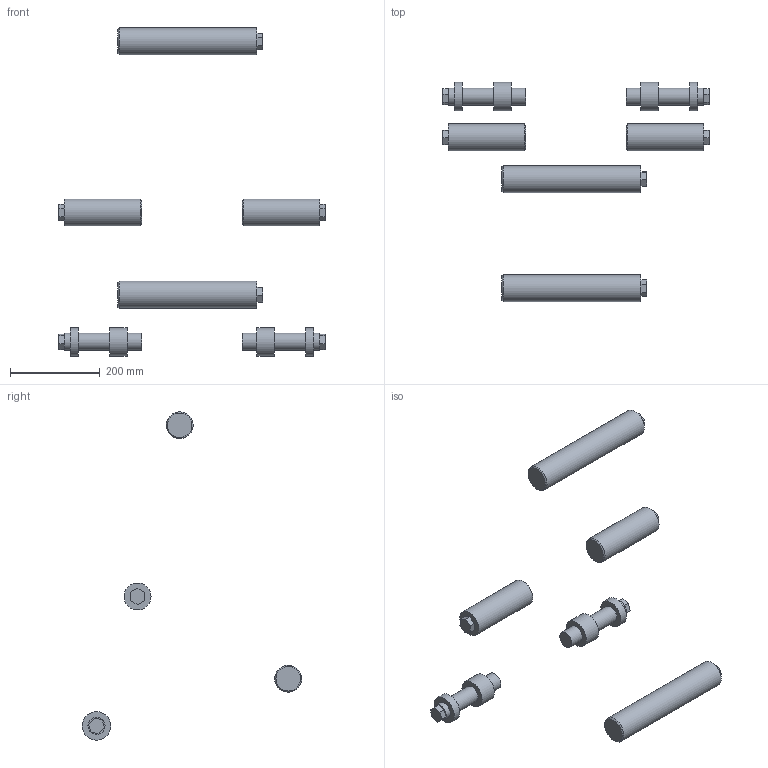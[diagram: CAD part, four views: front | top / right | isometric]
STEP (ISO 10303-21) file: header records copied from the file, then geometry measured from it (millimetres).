
FILE_DESCRIPTION( ( '' ), ' ' );
FILE_NAME( '5de8e963995cc00ec5c18150.step', '2019-12-05T11:26:27', ( '' ), ( '' ), ' ', ' ', ' ' );
FILE_SCHEMA( ( 'AUTOMOTIVE_DESIGN { 1 0 10303 214 1 1 1 1 }' ) );
Length unit declared in the file: metre
Products named in the file (10): Part 72; Part 22; Part 33; Part 25; Part 46; Part 42; Part 41; Part 56; Part 55; Part 57
Bounding box: 594.4 x 489.36 x 732.2 mm (x, y, z)
Volume: 3418909.3 mm3; surface area: 310400.2 mm2
Topology: 10 solids, 10 shells, 80 faces, 176 edges, 122 vertices
Faces by surface type: plane 62, cylinder 14, cone 4
Full cylindrical faces by diameter (mm): 38.1 x6, 60 x4, 63.5 x4
Entity records: 2714 total; most frequent: DIRECTION 352, CARTESIAN_POINT 334, ORIENTED_EDGE 280, EDGE_CURVE 140, AXIS2_PLACEMENT_3D 122, EDGE_LOOP 112, LINE 108, VECTOR 108
